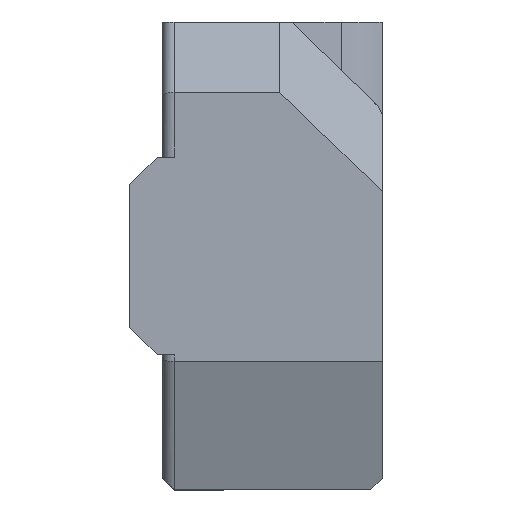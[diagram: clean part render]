
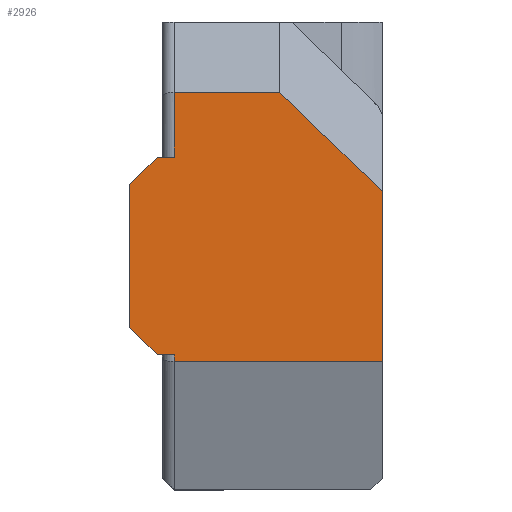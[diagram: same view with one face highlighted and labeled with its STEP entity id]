
A CAD part, left-side view. The second image highlights one B-rep face of the part: STEP entity #2926.
In plain terms, the highlighted planar face has unit normal (-1, 0, 0).
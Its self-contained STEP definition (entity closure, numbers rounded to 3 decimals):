
#48=PLANE('',#3144);
#201=FACE_OUTER_BOUND('',#381,.T.);
#381=EDGE_LOOP('',(#2075,#2076,#2077,#2078,#2079,#2080,#2081,#2082,#2083,
#2084,#2085));
#630=LINE('',#4239,#981);
#648=LINE('',#4283,#999);
#650=LINE('',#4291,#1001);
#653=LINE('',#4297,#1004);
#654=LINE('',#4299,#1005);
#655=LINE('',#4300,#1006);
#656=LINE('',#4302,#1007);
#657=LINE('',#4304,#1008);
#658=LINE('',#4306,#1009);
#659=LINE('',#4308,#1010);
#660=LINE('',#4309,#1011);
#981=VECTOR('',#3386,10.);
#999=VECTOR('',#3418,10.);
#1001=VECTOR('',#3428,10.);
#1004=VECTOR('',#3433,10.);
#1005=VECTOR('',#3434,10.);
#1006=VECTOR('',#3435,10.);
#1007=VECTOR('',#3436,10.);
#1008=VECTOR('',#3437,10.);
#1009=VECTOR('',#3438,10.);
#1010=VECTOR('',#3439,10.);
#1011=VECTOR('',#3440,10.);
#1332=VERTEX_POINT('',#4237);
#1333=VERTEX_POINT('',#4238);
#1351=VERTEX_POINT('',#4280);
#1352=VERTEX_POINT('',#4282);
#1354=VERTEX_POINT('',#4290);
#1356=VERTEX_POINT('',#4296);
#1357=VERTEX_POINT('',#4298);
#1358=VERTEX_POINT('',#4301);
#1359=VERTEX_POINT('',#4303);
#1360=VERTEX_POINT('',#4305);
#1361=VERTEX_POINT('',#4307);
#1612=EDGE_CURVE('',#1332,#1333,#630,.T.);
#1634=EDGE_CURVE('',#1351,#1352,#648,.T.);
#1638=EDGE_CURVE('',#1352,#1354,#650,.T.);
#1641=EDGE_CURVE('',#1332,#1356,#653,.T.);
#1642=EDGE_CURVE('',#1357,#1356,#654,.T.);
#1643=EDGE_CURVE('',#1354,#1357,#655,.T.);
#1644=EDGE_CURVE('',#1358,#1351,#656,.T.);
#1645=EDGE_CURVE('',#1358,#1359,#657,.T.);
#1646=EDGE_CURVE('',#1359,#1360,#658,.T.);
#1647=EDGE_CURVE('',#1360,#1361,#659,.T.);
#1648=EDGE_CURVE('',#1361,#1333,#660,.T.);
#2075=ORIENTED_EDGE('',*,*,#1612,.F.);
#2076=ORIENTED_EDGE('',*,*,#1641,.T.);
#2077=ORIENTED_EDGE('',*,*,#1642,.F.);
#2078=ORIENTED_EDGE('',*,*,#1643,.F.);
#2079=ORIENTED_EDGE('',*,*,#1638,.F.);
#2080=ORIENTED_EDGE('',*,*,#1634,.F.);
#2081=ORIENTED_EDGE('',*,*,#1644,.F.);
#2082=ORIENTED_EDGE('',*,*,#1645,.T.);
#2083=ORIENTED_EDGE('',*,*,#1646,.T.);
#2084=ORIENTED_EDGE('',*,*,#1647,.T.);
#2085=ORIENTED_EDGE('',*,*,#1648,.T.);
#2926=ADVANCED_FACE('',(#201),#48,.T.);
#3144=AXIS2_PLACEMENT_3D('',#4295,#3431,#3432);
#3386=DIRECTION('',(0.,0.,1.));
#3418=DIRECTION('',(0.,0.,1.));
#3428=DIRECTION('',(0.,-1.,0.));
#3431=DIRECTION('center_axis',(-1.,0.,0.));
#3432=DIRECTION('ref_axis',(0.,0.,
-1.));
#3433=DIRECTION('',(0.,-1.,0.));
#3434=DIRECTION('',(0.,0.,-1.));
#3435=DIRECTION('',(0.,-0.72,-0.694));
#3436=DIRECTION('',(0.,-1.,0.));
#3437=DIRECTION('',(0.,0.707,-0.707));
#3438=DIRECTION('',(0.,0.,-1.));
#3439=DIRECTION('',(0.,-0.707,-0.707));
#3440=DIRECTION('',(0.,-1.,0.));
#4237=CARTESIAN_POINT('',(-26.,20.,6.));
#4238=CARTESIAN_POINT('',(-26.,20.,6.275));
#4239=CARTESIAN_POINT('',(-26.,20.,15.5));
#4280=CARTESIAN_POINT('',(-26.,20.,14.725));
#4282=CARTESIAN_POINT('',(-26.,20.,17.5));
#4283=CARTESIAN_POINT('',(-26.,20.,15.5));
#4290=CARTESIAN_POINT('',(-26.,15.5,17.5));
#4291=CARTESIAN_POINT('',(-26.,20.5,17.5));
#4295=CARTESIAN_POINT('Origin',(-26.,20.5,20.5));
#4296=CARTESIAN_POINT('',(-26.,11.1,6.));
#4297=CARTESIAN_POINT('',(-26.,20.5,6.));
#4298=CARTESIAN_POINT('',(-26.,11.1,13.257));
#4299=CARTESIAN_POINT('',(-26.,11.1,20.5));
#4300=CARTESIAN_POINT('',(-26.,18.084,19.992));
#4301=CARTESIAN_POINT('',(-26.,20.725,14.725));
#4302=CARTESIAN_POINT('',(-26.,20.725,14.725));
#4303=CARTESIAN_POINT('',(-26.,21.9,13.55));
#4304=CARTESIAN_POINT('',(-26.,20.5,14.95));
#4305=CARTESIAN_POINT('',(-26.,21.9,7.45));
#4306=CARTESIAN_POINT('',(-26.,21.9,13.55));
#4307=CARTESIAN_POINT('',(-26.,20.725,6.275));
#4308=CARTESIAN_POINT('',(-26.,21.9,7.45));
#4309=CARTESIAN_POINT('',(-26.,20.725,6.275));
